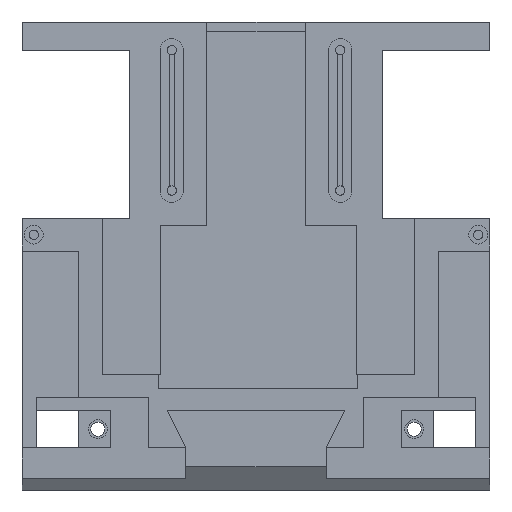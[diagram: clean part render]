
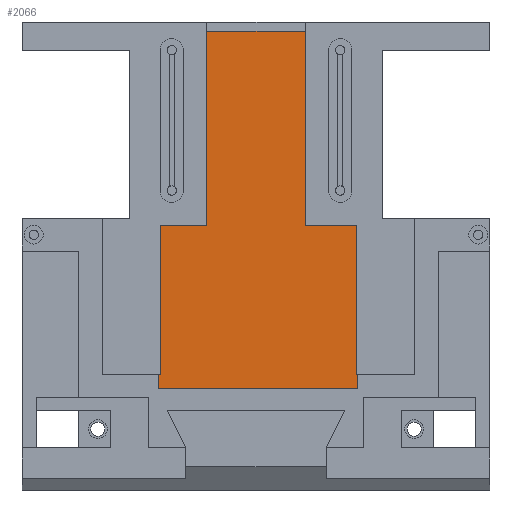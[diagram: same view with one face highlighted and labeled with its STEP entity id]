
A CAD part, top view. The second image highlights one B-rep face of the part: STEP entity #2066.
In plain terms, the highlighted planar face has unit normal (0, 0, 1).
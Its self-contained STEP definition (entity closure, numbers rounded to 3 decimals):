
#108=FACE_OUTER_BOUND('',#222,.T.);
#222=EDGE_LOOP('',(#1465,#1466,#1467,#1468,#1469,#1470,#1471,#1472,#1473,
#1474,#1475,#1476));
#361=LINE('',#2955,#621);
#386=LINE('',#3008,#646);
#389=LINE('',#3013,#649);
#406=LINE('',#3050,#666);
#407=LINE('',#3052,#667);
#408=LINE('',#3056,#668);
#412=LINE('',#3064,#672);
#413=LINE('',#3066,#673);
#414=LINE('',#3067,#674);
#415=LINE('',#3069,#675);
#416=LINE('',#3071,#676);
#417=LINE('',#3072,#677);
#621=VECTOR('',#2375,10.);
#646=VECTOR('',#2408,10.);
#649=VECTOR('',#2413,10.);
#666=VECTOR('',#2440,10.);
#667=VECTOR('',#2443,10.);
#668=VECTOR('',#2446,10.);
#672=VECTOR('',#2452,10.);
#673=VECTOR('',#2453,10.);
#674=VECTOR('',#2454,10.);
#675=VECTOR('',#2455,10.);
#676=VECTOR('',#2456,10.);
#677=VECTOR('',#2457,10.);
#875=VERTEX_POINT('',#2953);
#876=VERTEX_POINT('',#2954);
#899=VERTEX_POINT('',#3006);
#900=VERTEX_POINT('',#3007);
#901=VERTEX_POINT('',#3012);
#916=VERTEX_POINT('',#3048);
#917=VERTEX_POINT('',#3054);
#918=VERTEX_POINT('',#3055);
#921=VERTEX_POINT('',#3063);
#922=VERTEX_POINT('',#3065);
#923=VERTEX_POINT('',#3068);
#924=VERTEX_POINT('',#3070);
#1081=EDGE_CURVE('',#875,#876,#361,.T.);
#1108=EDGE_CURVE('',#899,#900,#386,.T.);
#1111=EDGE_CURVE('',#875,#901,#389,.T.);
#1130=EDGE_CURVE('',#916,#900,#406,.T.);
#1131=EDGE_CURVE('',#876,#899,#407,.T.);
#1132=EDGE_CURVE('',#917,#918,#408,.T.);
#1136=EDGE_CURVE('',#918,#921,#412,.T.);
#1137=EDGE_CURVE('',#921,#922,#413,.T.);
#1138=EDGE_CURVE('',#922,#901,#414,.T.);
#1139=EDGE_CURVE('',#923,#916,#415,.T.);
#1140=EDGE_CURVE('',#923,#924,#416,.T.);
#1141=EDGE_CURVE('',#924,#917,#417,.T.);
#1465=ORIENTED_EDGE('',*,*,#1132,.T.);
#1466=ORIENTED_EDGE('',*,*,#1136,.T.);
#1467=ORIENTED_EDGE('',*,*,#1137,.T.);
#1468=ORIENTED_EDGE('',*,*,#1138,.T.);
#1469=ORIENTED_EDGE('',*,*,#1111,.F.);
#1470=ORIENTED_EDGE('',*,*,#1081,.T.);
#1471=ORIENTED_EDGE('',*,*,#1131,.T.);
#1472=ORIENTED_EDGE('',*,*,#1108,.T.);
#1473=ORIENTED_EDGE('',*,*,#1130,.F.);
#1474=ORIENTED_EDGE('',*,*,#1139,.F.);
#1475=ORIENTED_EDGE('',*,*,#1140,.T.);
#1476=ORIENTED_EDGE('',*,*,#1141,.T.);
#1972=PLANE('',#2194);
#2066=ADVANCED_FACE('',(#108),#1972,.T.);
#2194=AXIS2_PLACEMENT_3D('',#3062,#2450,#2451);
#2375=DIRECTION('',(0.,-1.,0.));
#2408=DIRECTION('',(0.,1.,0.));
#2413=DIRECTION('',(1.,0.,0.));
#2440=DIRECTION('',(1.,0.,0.));
#2443=DIRECTION('',(1.,0.,0.));
#2446=DIRECTION('',(-1.,0.,0.));
#2450=DIRECTION('center_axis',(0.,0.,1.));
#2451=DIRECTION('ref_axis',(1.,0.,0.));
#2452=DIRECTION('',(0.,-1.,0.));
#2453=DIRECTION('',(-1.,0.,0.));
#2454=DIRECTION('',(0.,-1.,0.));
#2455=DIRECTION('',(0.,-1.,0.));
#2456=DIRECTION('',(-1.,0.,0.));
#2457=DIRECTION('',(0.,1.,0.));
#2953=CARTESIAN_POINT('',(-50.085,-26.053,-11.043));
#2954=CARTESIAN_POINT('',(-50.085,-29.053,-11.043));
#2955=CARTESIAN_POINT('',(-50.085,5.87,-11.043));
#3006=CARTESIAN_POINT('',(-7.485,-29.053,-11.043));
#3007=CARTESIAN_POINT('',(-7.485,-26.053,-11.043));
#3008=CARTESIAN_POINT('',(-7.485,-26.053,-11.043));
#3012=CARTESIAN_POINT('',(-49.785,-26.053,-11.043));
#3013=CARTESIAN_POINT('',(-52.86,-26.053,-11.043));
#3048=CARTESIAN_POINT('',(-7.785,-26.053,-11.043));
#3050=CARTESIAN_POINT('',(-4.71,-26.053,-11.043));
#3052=CARTESIAN_POINT('',(-7.785,-29.053,-11.043));
#3054=CARTESIAN_POINT('',(-18.786,47.37,-11.043));
#3055=CARTESIAN_POINT('',(-39.786,47.37,-11.043));
#3056=CARTESIAN_POINT('',(-34.286,47.37,-11.043));
#3062=CARTESIAN_POINT('Origin',(-28.785,11.658,-11.043));
#3063=CARTESIAN_POINT('',(-39.786,5.87,-11.043));
#3064=CARTESIAN_POINT('',(-39.786,5.87,-11.043));
#3065=CARTESIAN_POINT('',(-49.785,5.87,-11.043));
#3066=CARTESIAN_POINT('',(-39.786,5.87,-11.043));
#3067=CARTESIAN_POINT('',(-49.785,5.87,-11.043));
#3068=CARTESIAN_POINT('',(-7.785,5.87,-11.043));
#3069=CARTESIAN_POINT('',(-7.785,-26.053,-11.043));
#3070=CARTESIAN_POINT('',(-18.786,5.87,-11.043));
#3071=CARTESIAN_POINT('',(-7.785,5.87,-11.043));
#3072=CARTESIAN_POINT('',(-18.786,49.37,-11.043));
